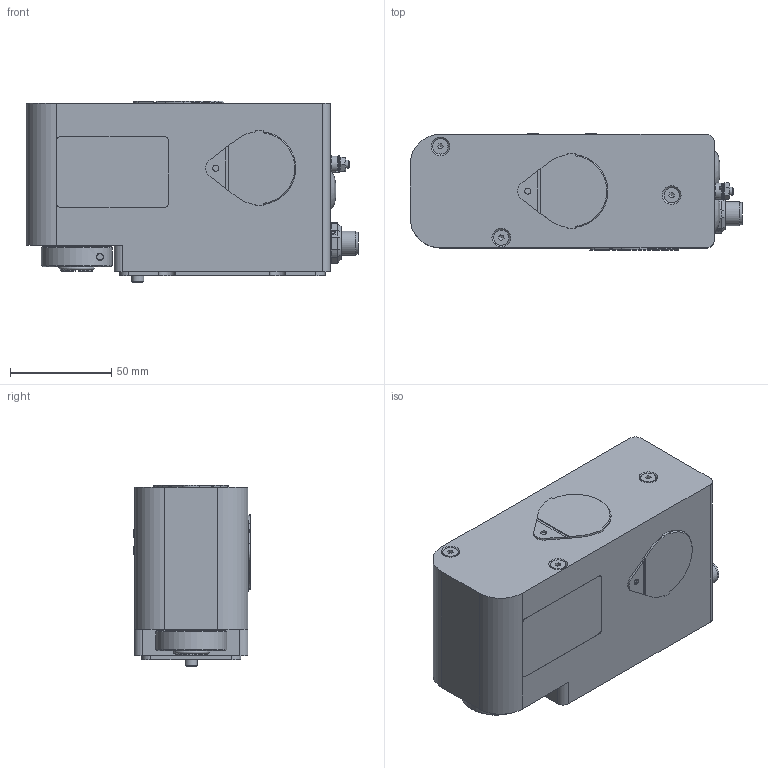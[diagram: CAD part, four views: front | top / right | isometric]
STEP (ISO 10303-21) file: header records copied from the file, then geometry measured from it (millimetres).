
FILE_DESCRIPTION(/* description */ (''),/* implementation_level */ '2;1');
FILE_NAME(/* name */ '7300.013243_PSE30x;32x-14-IO-0.stp',/* time_stamp */ '2021-08-19T11:51:09+02:00',/* author */ ('mzabek'),/* organization */ (''),/* preprocessor_version */ 'ST-DEVELOPER v18.1',/* originating_system */ 'Autodesk Inventor 2021',/* authorisation */ '');
FILE_SCHEMA (('AUTOMOTIVE_DESIGN { 1 0 10303 214 3 1 1 }'));
Length unit declared in the file: millimetre
Products named in the file (1): ENG-108779.013243_Shrinkwrap_1
Bounding box: 163.65 x 57.2 x 89.5 mm (x, y, z)
Volume: 672743.5 mm3; surface area: 57707.1 mm2
Topology: 1 solids, 1 shells, 816 faces, 2253 edges, 1469 vertices
Faces by surface type: plane 419, cylinder 169, bspline 152, cone 47, torus 17, sphere 12
Full cylindrical faces by diameter (mm): 1 x5, 3 x2, 3.459 x1, 4 x3, 4.3 x1, 4.5 x1, 6 x1, 7 x1, 7.53 x3, 8 x3, 9 x1, 11 x2, 12 x1, 14 x2, 14.376 x1, 14.4 x1, 16.01 x1, 17 x1
Entity records: 28673 total; most frequent: CARTESIAN_POINT 7862, ORIENTED_EDGE 4472, DIRECTION 3632, EDGE_CURVE 2236, VERTEX_POINT 1469, LINE 1264, VECTOR 1264, AXIS2_PLACEMENT_3D 1184
